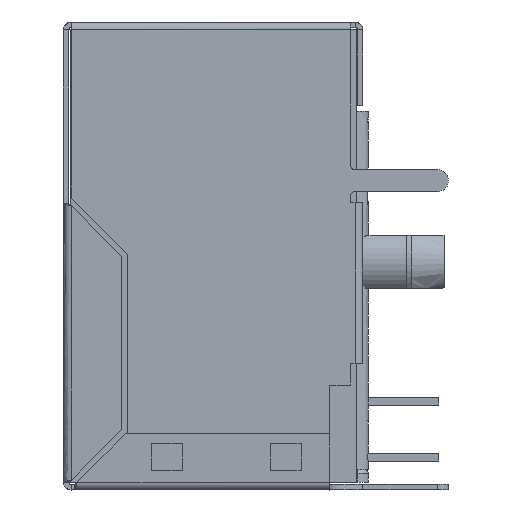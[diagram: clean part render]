
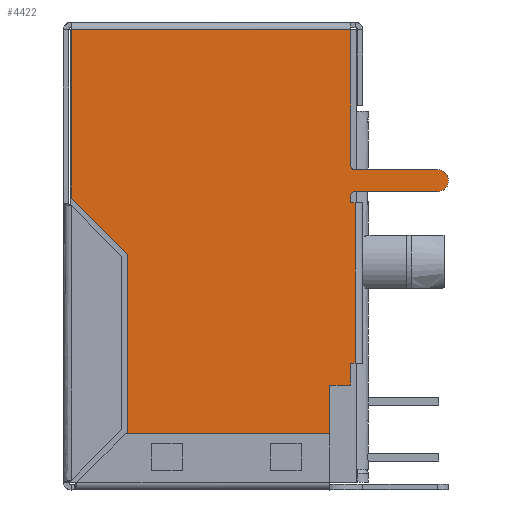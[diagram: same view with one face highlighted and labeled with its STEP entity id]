
A CAD part, left-side view. The second image highlights one B-rep face of the part: STEP entity #4422.
In plain terms, the highlighted planar face has unit normal (-1, 0, 0).
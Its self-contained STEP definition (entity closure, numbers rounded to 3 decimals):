
#3588 = VERTEX_POINT('',#3589);
#3589 = CARTESIAN_POINT('',(-13.451,2.334,-15.17));
#3595 = EDGE_CURVE('',#3596,#3588,#3598,.T.);
#3596 = VERTEX_POINT('',#3597);
#3597 = CARTESIAN_POINT('',(-13.451,2.534,-15.17));
#3598 = LINE('',#3599,#3600);
#3599 = CARTESIAN_POINT('',(-13.451,2.534,-15.17));
#3600 = VECTOR('',#3601,1.);
#3601 = DIRECTION('',(0.,-1.,0.));
#3635 = EDGE_CURVE('',#3588,#3636,#3638,.T.);
#3636 = VERTEX_POINT('',#3637);
#3637 = CARTESIAN_POINT('',(-13.451,2.334,
    -7.86));
#3638 = LINE('',#3639,#3640);
#3639 = CARTESIAN_POINT('',(-13.451,2.334,-15.17));
#3640 = VECTOR('',#3641,1.);
#3641 = DIRECTION('',(0.,0.,1.));
#3724 = VERTEX_POINT('',#3725);
#3725 = CARTESIAN_POINT('',(-13.451,2.534,-7.86));
#3733 = EDGE_CURVE('',#3636,#3724,#3734,.T.);
#3734 = LINE('',#3735,#3736);
#3735 = CARTESIAN_POINT('',(-13.451,2.334,-7.86));
#3736 = VECTOR('',#3737,1.);
#3737 = DIRECTION('',(0.,1.,0.));
#3754 = EDGE_CURVE('',#3755,#3724,#3757,.T.);
#3755 = VERTEX_POINT('',#3756);
#3756 = CARTESIAN_POINT('',(-13.451,2.534,-7.56));
#3757 = LINE('',#3758,#3759);
#3758 = CARTESIAN_POINT('',(-13.451,2.534,-7.56));
#3759 = VECTOR('',#3760,1.);
#3760 = DIRECTION('',(0.,0.,-1.));
#3786 = VERTEX_POINT('',#3787);
#3787 = CARTESIAN_POINT('',(-13.451,2.334,-7.36));
#3795 = EDGE_CURVE('',#3755,#3786,#3796,.T.);
#3796 = CIRCLE('',#3797,0.2);
#3797 = AXIS2_PLACEMENT_3D('',#3798,#3799,#3800);
#3798 = CARTESIAN_POINT('',(-13.451,2.334,-7.56));
#3799 = DIRECTION('',(1.,0.,0.));
#3800 = DIRECTION('',(0.,1.,0.));
#3829 = VERTEX_POINT('',#3830);
#3830 = CARTESIAN_POINT('',(-13.451,-1.416,
    -7.36));
#3836 = EDGE_CURVE('',#3786,#3829,#3837,.T.);
#3837 = LINE('',#3838,#3839);
#3838 = CARTESIAN_POINT('',(-13.451,2.334,-7.36));
#3839 = VECTOR('',#3840,1.);
#3840 = DIRECTION('',(0.,-1.,0.));
#3851 = EDGE_CURVE('',#3829,#3852,#3854,.T.);
#3852 = VERTEX_POINT('',#3853);
#3853 = CARTESIAN_POINT('',(-13.451,-1.416,
    -6.36));
#3854 = CIRCLE('',#3855,0.5);
#3855 = AXIS2_PLACEMENT_3D('',#3856,#3857,#3858);
#3856 = CARTESIAN_POINT('',(-13.451,-1.416,
    -6.86));
#3857 = DIRECTION('',(-1.,0.,0.));
#3858 = DIRECTION('',(0.,0.,-1.));
#3886 = EDGE_CURVE('',#3852,#3887,#3889,.T.);
#3887 = VERTEX_POINT('',#3888);
#3888 = CARTESIAN_POINT('',(-13.451,2.334,
    -6.36));
#3889 = LINE('',#3890,#3891);
#3890 = CARTESIAN_POINT('',(-13.451,-1.416,-6.36));
#3891 = VECTOR('',#3892,1.);
#3892 = DIRECTION('',(0.,1.,0.));
#3918 = VERTEX_POINT('',#3919);
#3919 = CARTESIAN_POINT('',(-13.451,2.534,
    -6.16));
#3927 = EDGE_CURVE('',#3887,#3918,#3928,.T.);
#3928 = CIRCLE('',#3929,0.2);
#3929 = AXIS2_PLACEMENT_3D('',#3930,#3931,#3932);
#3930 = CARTESIAN_POINT('',(-13.451,2.334,
    -6.16));
#3931 = DIRECTION('',(1.,0.,0.));
#3932 = DIRECTION('',(0.,0.,-1.));
#4130 = VERTEX_POINT('',#4131);
#4131 = CARTESIAN_POINT('',(-13.451,2.534,
    0.));
#4138 = EDGE_CURVE('',#4130,#4139,#4141,.T.);
#4139 = VERTEX_POINT('',#4140);
#4140 = CARTESIAN_POINT('',(-13.451,15.234,0.));
#4141 = LINE('',#4142,#4143);
#4142 = CARTESIAN_POINT('',(-13.451,2.534,0.));
#4143 = VECTOR('',#4144,1.);
#4144 = DIRECTION('',(0.,1.,0.));
#4197 = VERTEX_POINT('',#4198);
#4198 = CARTESIAN_POINT('',(-13.451,15.234,-7.65));
#4204 = EDGE_CURVE('',#4197,#4139,#4205,.T.);
#4205 = LINE('',#4206,#4207);
#4206 = CARTESIAN_POINT('',(-13.451,15.234,-7.65));
#4207 = VECTOR('',#4208,1.);
#4208 = DIRECTION('',(0.,0.,1.));
#4228 = VERTEX_POINT('',#4229);
#4229 = CARTESIAN_POINT('',(-13.451,12.684,-10.2));
#4235 = EDGE_CURVE('',#4197,#4228,#4236,.T.);
#4236 = LINE('',#4237,#4238);
#4237 = CARTESIAN_POINT('',(-13.451,15.234,-7.65));
#4238 = VECTOR('',#4239,1.);
#4239 = DIRECTION('',(0.,-0.707,-0.707));
#4259 = VERTEX_POINT('',#4260);
#4260 = CARTESIAN_POINT('',(-13.451,12.684,-18.35));
#4266 = EDGE_CURVE('',#4228,#4259,#4267,.T.);
#4267 = LINE('',#4268,#4269);
#4268 = CARTESIAN_POINT('',(-13.451,12.684,-10.2));
#4269 = VECTOR('',#4270,1.);
#4270 = DIRECTION('',(0.,0.,-1.));
#4290 = VERTEX_POINT('',#4291);
#4291 = CARTESIAN_POINT('',(-13.451,3.484,-18.35));
#4297 = EDGE_CURVE('',#4259,#4290,#4298,.T.);
#4298 = LINE('',#4299,#4300);
#4299 = CARTESIAN_POINT('',(-13.451,12.684,-18.35));
#4300 = VECTOR('',#4301,1.);
#4301 = DIRECTION('',(0.,-1.,0.));
#4361 = EDGE_CURVE('',#3596,#4362,#4364,.T.);
#4362 = VERTEX_POINT('',#4363);
#4363 = CARTESIAN_POINT('',(-13.451,2.534,-16.15));
#4364 = LINE('',#4365,#4366);
#4365 = CARTESIAN_POINT('',(-13.451,2.534,-15.17));
#4366 = VECTOR('',#4367,1.);
#4367 = DIRECTION('',(0.,0.,-1.));
#4385 = EDGE_CURVE('',#4386,#4362,#4388,.T.);
#4386 = VERTEX_POINT('',#4387);
#4387 = CARTESIAN_POINT('',(-13.451,3.484,-16.15));
#4388 = LINE('',#4389,#4390);
#4389 = CARTESIAN_POINT('',(-13.451,3.484,-16.15));
#4390 = VECTOR('',#4391,1.);
#4391 = DIRECTION('',(0.,-1.,0.));
#4409 = EDGE_CURVE('',#4290,#4386,#4410,.T.);
#4410 = LINE('',#4411,#4412);
#4411 = CARTESIAN_POINT('',(-13.451,3.484,-18.35));
#4412 = VECTOR('',#4413,1.);
#4413 = DIRECTION('',(0.,0.,1.));
#4422 = ADVANCED_FACE('',(#4423),#4448,.T.);
#4423 = FACE_BOUND('',#4424,.T.);
#4424 = EDGE_LOOP('',(#4425,#4426,#4427,#4428,#4429,#4430,#4431,#4432,
    #4433,#4434,#4435,#4436,#4437,#4443,#4444,#4445,#4446,#4447));
#4425 = ORIENTED_EDGE('',*,*,#4409,.T.);
#4426 = ORIENTED_EDGE('',*,*,#4385,.T.);
#4427 = ORIENTED_EDGE('',*,*,#4361,.F.);
#4428 = ORIENTED_EDGE('',*,*,#3595,.T.);
#4429 = ORIENTED_EDGE('',*,*,#3635,.T.);
#4430 = ORIENTED_EDGE('',*,*,#3733,.T.);
#4431 = ORIENTED_EDGE('',*,*,#3754,.F.);
#4432 = ORIENTED_EDGE('',*,*,#3795,.T.);
#4433 = ORIENTED_EDGE('',*,*,#3836,.T.);
#4434 = ORIENTED_EDGE('',*,*,#3851,.T.);
#4435 = ORIENTED_EDGE('',*,*,#3886,.T.);
#4436 = ORIENTED_EDGE('',*,*,#3927,.T.);
#4437 = ORIENTED_EDGE('',*,*,#4438,.F.);
#4438 = EDGE_CURVE('',#4130,#3918,#4439,.T.);
#4439 = LINE('',#4440,#4441);
#4440 = CARTESIAN_POINT('',(-13.451,2.534,0.));
#4441 = VECTOR('',#4442,1.);
#4442 = DIRECTION('',(0.,0.,-1.));
#4443 = ORIENTED_EDGE('',*,*,#4138,.T.);
#4444 = ORIENTED_EDGE('',*,*,#4204,.F.);
#4445 = ORIENTED_EDGE('',*,*,#4235,.T.);
#4446 = ORIENTED_EDGE('',*,*,#4266,.T.);
#4447 = ORIENTED_EDGE('',*,*,#4297,.T.);
#4448 = PLANE('',#4449);
#4449 = AXIS2_PLACEMENT_3D('',#4450,#4451,#4452);
#4450 = CARTESIAN_POINT('',(-13.451,-2.018,-18.35));
#4451 = DIRECTION('',(-1.,0.,0.));
#4452 = DIRECTION('',(0.,0.,1.));
